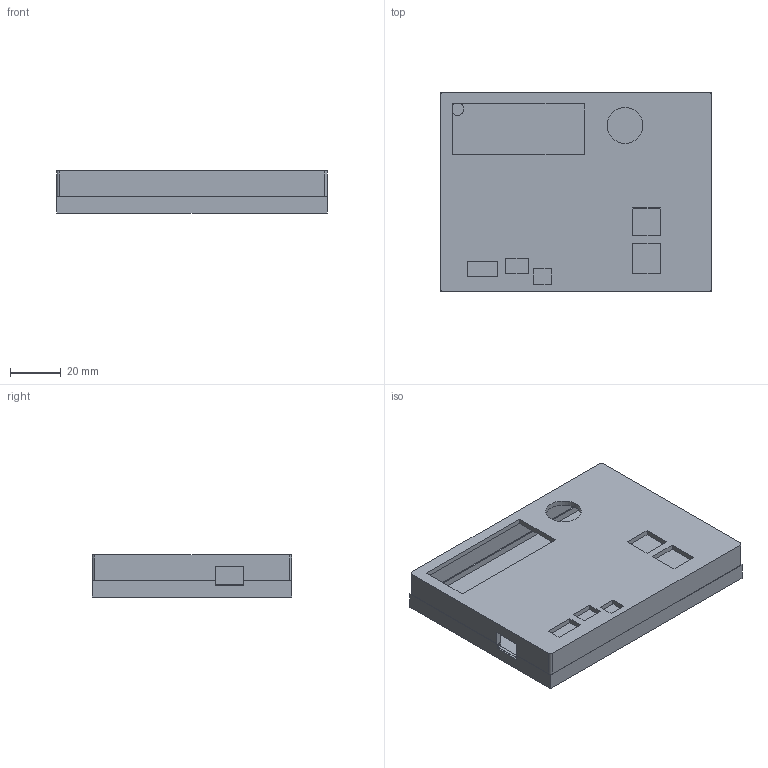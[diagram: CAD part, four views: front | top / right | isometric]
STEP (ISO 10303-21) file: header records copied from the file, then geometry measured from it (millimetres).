
FILE_DESCRIPTION(/* description */ (''),/* implementation_level */ '2;1');
FILE_NAME(/* name */ 'PhaseB_Prototype.step',/* time_stamp */ '2023-05-04T08:11:10-06:00',/* author */ (''),/* organization */ (''),/* preprocessor_version */ 'ST-DEVELOPER v19.2',/* originating_system */ 'Autodesk Translation Framework v12.4.0.73',/* authorisation */ '');
FILE_SCHEMA (('AUTOMOTIVE_DESIGN { 1 0 10303 214 3 1 1 }'));
Length unit declared in the file: millimetre
Products named in the file (3): PhaseB_Prototype; Box_Bottom; Box_Top
Assembly tree (2 placements, depth 2):
  PhaseB_Prototype
    Box_Bottom
    Box_Top
Bounding box: 106.53 x 78.43 x 16.58 mm (x, y, z)
Volume: 39405.7 mm3; surface area: 42979.2 mm2
Topology: 2 solids, 2 shells, 84 faces, 214 edges, 142 vertices
Faces by surface type: plane 72, cylinder 12
Full cylindrical faces by diameter (mm): 5 x7, 14.142 x1
Entity records: 2619 total; most frequent: CARTESIAN_POINT 445, ORIENTED_EDGE 428, DIRECTION 416, EDGE_CURVE 214, LINE 190, VECTOR 190, VERTEX_POINT 142, AXIS2_PLACEMENT_3D 113
